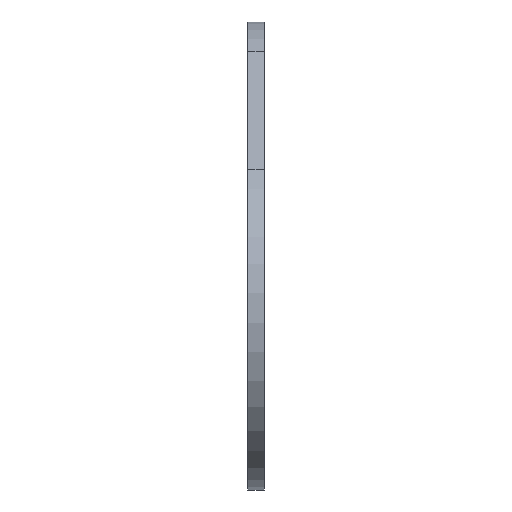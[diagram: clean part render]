
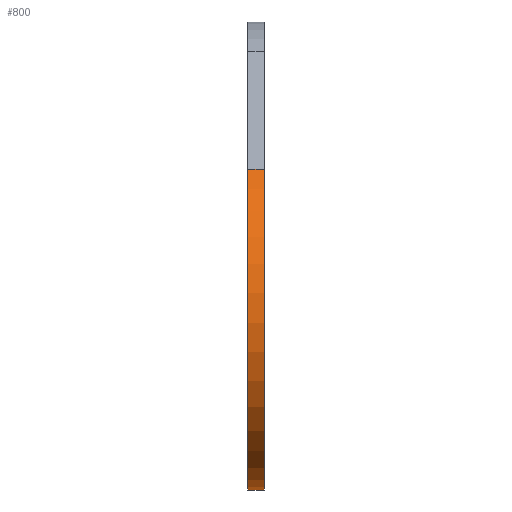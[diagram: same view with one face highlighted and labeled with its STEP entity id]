
A CAD part, left-side view. The second image highlights one B-rep face of the part: STEP entity #800.
In plain terms, the highlighted cylindrical face has radius 32 mm (diameter 64 mm), a partial arc.
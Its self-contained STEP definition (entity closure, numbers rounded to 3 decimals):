
#4 = EDGE_CURVE ( 'NONE', #1095, #191, #792, .T. ) ;
#79 = VECTOR ( 'NONE', #489, 1000. ) ;
#90 = EDGE_CURVE ( 'NONE', #1095, #626, #669, .T. ) ;
#92 = DIRECTION ( 'NONE',  ( 0., -1., 0. ) ) ;
#133 = EDGE_CURVE ( 'NONE', #191, #386, #758, .T. ) ;
#168 = CARTESIAN_POINT ( 'NONE',  ( -79.354, 3., 11.213 ) ) ;
#186 = VECTOR ( 'NONE', #92, 1000. ) ;
#191 = VERTEX_POINT ( 'NONE', #168 ) ;
#214 = ORIENTED_EDGE ( 'NONE', *, *, #133, .F. ) ;
#257 = DIRECTION ( 'NONE',  ( 0., 1., 0. ) ) ;
#282 = CARTESIAN_POINT ( 'NONE',  ( -79.354, 3., 11.213 ) ) ;
#293 = ORIENTED_EDGE ( 'NONE', *, *, #387, .T. ) ;
#302 = CARTESIAN_POINT ( 'NONE',  ( -61., 0., -47. ) ) ;
#308 = AXIS2_PLACEMENT_3D ( 'NONE', #971, #629, #481 ) ;
#386 = VERTEX_POINT ( 'NONE', #516 ) ;
#387 = EDGE_CURVE ( 'NONE', #626, #386, #891, .T. ) ;
#481 = DIRECTION ( 'NONE',  ( 0., 0., 1. ) ) ;
#489 = DIRECTION ( 'NONE',  ( 0., -1., 0. ) ) ;
#503 = DIRECTION ( 'NONE',  ( 0., 0., -1. ) ) ;
#516 = CARTESIAN_POINT ( 'NONE',  ( -79.354, 0., 11.213 ) ) ;
#586 = CARTESIAN_POINT ( 'NONE',  ( -61., 3., -15. ) ) ;
#597 = CARTESIAN_POINT ( 'NONE',  ( -61., 3., -47. ) ) ;
#619 = AXIS2_PLACEMENT_3D ( 'NONE', #762, #257, #846 ) ;
#626 = VERTEX_POINT ( 'NONE', #302 ) ;
#629 = DIRECTION ( 'NONE',  ( 0., 1., 0. ) ) ;
#640 = ORIENTED_EDGE ( 'NONE', *, *, #4, .F. ) ;
#666 = FACE_OUTER_BOUND ( 'NONE', #779, .T. ) ;
#669 = LINE ( 'NONE', #597, #186 ) ;
#689 = CARTESIAN_POINT ( 'NONE',  ( -61., 3., -47. ) ) ;
#735 = ORIENTED_EDGE ( 'NONE', *, *, #90, .T. ) ;
#758 = LINE ( 'NONE', #282, #79 ) ;
#762 = CARTESIAN_POINT ( 'NONE',  ( -61., 0., -15. ) ) ;
#779 = EDGE_LOOP ( 'NONE', ( #293, #214, #640, #735 ) ) ;
#791 = AXIS2_PLACEMENT_3D ( 'NONE', #586, #1009, #503 ) ;
#792 = CIRCLE ( 'NONE', #308, 32. ) ;
#800 = ADVANCED_FACE ( 'NONE', ( #666 ), #1082, .T. ) ;
#846 = DIRECTION ( 'NONE',  ( 0., 0., 1. ) ) ;
#891 = CIRCLE ( 'NONE', #619, 32. ) ;
#971 = CARTESIAN_POINT ( 'NONE',  ( -61., 3., -15. ) ) ;
#1009 = DIRECTION ( 'NONE',  ( 0., -1., 0. ) ) ;
#1082 = CYLINDRICAL_SURFACE ( 'NONE', #791, 32. ) ;
#1095 = VERTEX_POINT ( 'NONE', #689 ) ;
